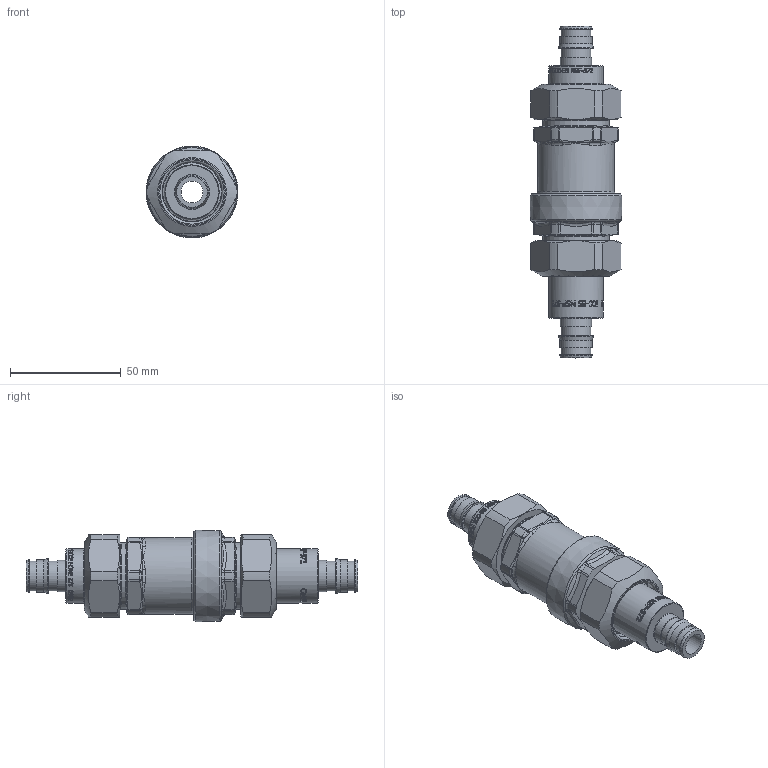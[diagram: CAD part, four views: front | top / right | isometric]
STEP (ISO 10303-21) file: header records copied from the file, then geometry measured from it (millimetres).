
FILE_DESCRIPTION(/* description */ (''),/* implementation_level */ '2;1');
FILE_NAME(/* name */ '127142AFC_Simplify_1.stp',/* time_stamp */ '2025-07-28T13:52:07-05:00',/* author */ ('ischreiner'),/* organization */ (''),/* preprocessor_version */ 'ST-DEVELOPER v20',/* originating_system */ 'Autodesk Inventor 2025',/* authorisation */ '');
FILE_SCHEMA (('AUTOMOTIVE_DESIGN { 1 0 10303 214 3 1 1 }'));
Length unit declared in the file: inch
Products named in the file (1): 127142AFC_Simplify_1
Bounding box: 41.38 x 149.62 x 41.38 mm (x, y, z)
Volume: 52881.7 mm3; surface area: 37156.8 mm2
Topology: 5 solids, 5 shells, 1243 faces, 3280 edges, 2150 vertices
Faces by surface type: plane 502, bspline 481, cylinder 149, cone 57, torus 54
Full cylindrical faces by diameter (mm): 9.906 x2, 13.284 x4, 14.097 x2, 14.605 x2, 19.939 x1, 20.091 x2, 20.6 x1, 20.701 x1, 21 x2, 22 x1, 24.1 x2, 24.384 x2, 25 x2, 25.908 x1, 26.924 x2, 27.686 x1, 28.3 x2, 28.5 x1, 28.6 x1, 29.515 x1, 29.972 x1, 30 x4, 30.2 x1, 30.302 x2, 30.4 x1, 33.1 x2, 34.5 x1
Entity records: 53456 total; most frequent: CARTESIAN_POINT 24094, ORIENTED_EDGE 6560, DIRECTION 4588, EDGE_CURVE 3280, VERTEX_POINT 2150, AXIS2_PLACEMENT_3D 1565, LINE 1458, VECTOR 1458
